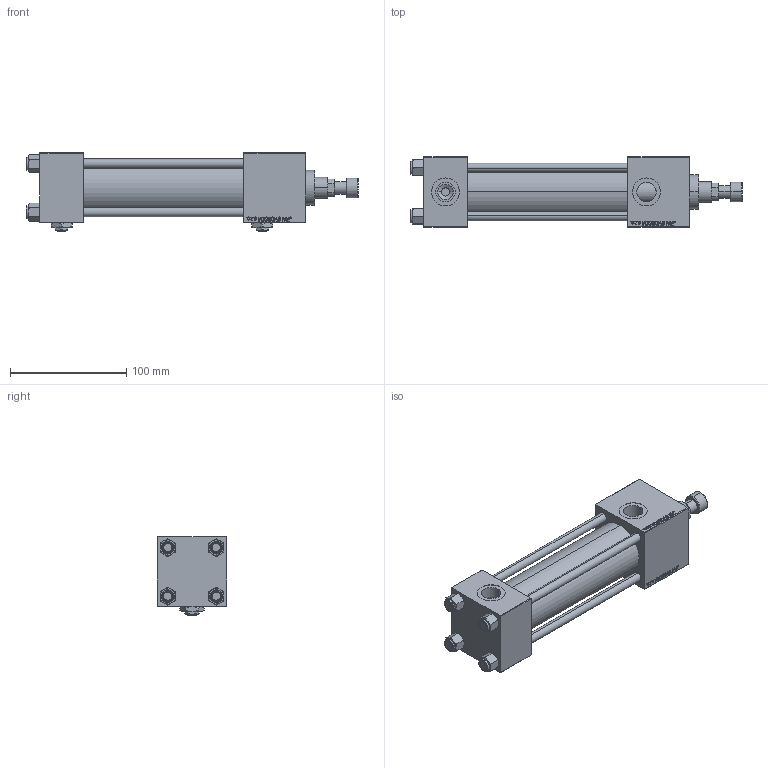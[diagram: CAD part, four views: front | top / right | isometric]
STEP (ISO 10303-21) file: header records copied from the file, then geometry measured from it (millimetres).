
FILE_DESCRIPTION (( 'STEP AP203' ), '1' );
FILE_NAME ('e1a1.STEP', '2022-04-16T06:45:41', ( '' ), ( '' ), 'SwSTEP 2.0', 'SolidWorks 2019', '' );
FILE_SCHEMA (( 'CONFIG_CONTROL_DESIGN' ));
Length unit declared in the file: millimetre
Products named in the file (8): V215CR_ROD_END_F 7aee1a557a92a343eb8aae6855c2a8b0; e1a1; V215CR_C_TYCINKA 7aee1a557a92a343eb8aae6855c2a8b0; V215CR_C_Body 7aee1a557a92a343eb8aae6855c2a8b0; Zatka_pro_OIL_PORT 7aee1a557a92a343eb8aae6855c2a8b0; NUT_M5_C 7aee1a557a92a343eb8aae6855c2a8b0; V215CR_VCP_C 7aee1a557a92a343eb8aae6855c2a8b0; V215_VC_A 7aee1a557a92a343eb8aae6855c2a8b0
Assembly tree (14 placements, depth 2):
  e1a1
    V215CR_C_Body 7aee1a557a92a343eb8aae6855c2a8b0
    V215CR_VCP_C 7aee1a557a92a343eb8aae6855c2a8b0
    NUT_M5_C 7aee1a557a92a343eb8aae6855c2a8b0  x4
    V215CR_C_TYCINKA 7aee1a557a92a343eb8aae6855c2a8b0  x4
    V215_VC_A 7aee1a557a92a343eb8aae6855c2a8b0
    V215CR_ROD_END_F 7aee1a557a92a343eb8aae6855c2a8b0
    Zatka_pro_OIL_PORT 7aee1a557a92a343eb8aae6855c2a8b0  x2
Bounding box: 285 x 60 x 67 mm (x, y, z)
Volume: 471351.3 mm3; surface area: 143817.7 mm2
Topology: 14 solids, 14 shells, 1267 faces, 3142 edges, 2027 vertices
Faces by surface type: plane 579, bspline 392, cone 178, cylinder 106, torus 12
Entity records: 52822 total; most frequent: CARTESIAN_POINT 27816, ORIENTED_EDGE 5584, DIRECTION 3646, EDGE_CURVE 2792, VERTEX_POINT 1825, LINE 1648, VECTOR 1648, EDGE_LOOP 1243
